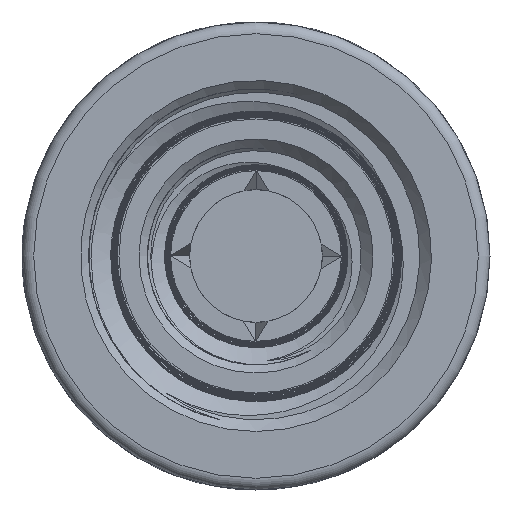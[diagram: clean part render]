
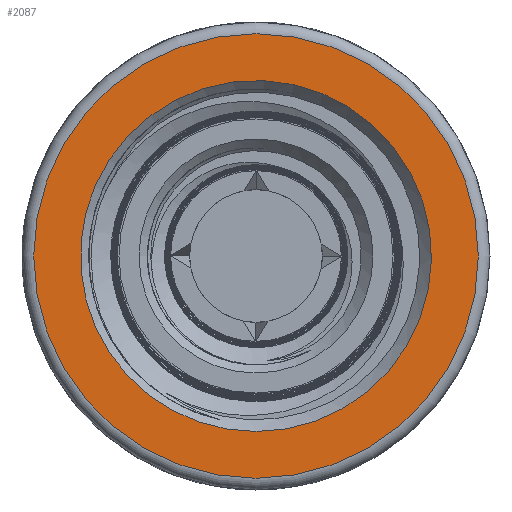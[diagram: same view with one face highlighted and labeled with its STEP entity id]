
A CAD part, left-side view. The second image highlights one B-rep face of the part: STEP entity #2087.
In plain terms, the highlighted planar face has unit normal (-1, 0, 0).
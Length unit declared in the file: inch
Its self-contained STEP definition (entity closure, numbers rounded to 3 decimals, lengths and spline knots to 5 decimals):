
#2045=CARTESIAN_POINT('',(-1.23728,0.57,0.0));
#2046=VERTEX_POINT('',#2045);
#2047=CARTESIAN_POINT('',(-1.23728,0.,0.0));
#2048=DIRECTION('',(1.0,0.0,0.0));
#2049=DIRECTION('',(0.0,-1.0,0.0));
#2050=AXIS2_PLACEMENT_3D('',#2047,#2048,#2049);
#2051=CIRCLE('',#2050,0.57);
#2052=EDGE_CURVE('',#2046,#2046,#2051,.T.);
#2068=CARTESIAN_POINT('',(-1.23728,0.47575,0.0));
#2069=DIRECTION('',(-1.0,0.0,0.0));
#2070=DIRECTION('',(0.0,0.0,1.0));
#2071=AXIS2_PLACEMENT_3D('',#2068,#2069,#2070);
#2072=PLANE('',#2071);
#2073=ORIENTED_EDGE('',*,*,#2052,.F.);
#2074=EDGE_LOOP('',(#2073));
#2075=FACE_OUTER_BOUND('',#2074,.T.);
#2076=CARTESIAN_POINT('',(-1.23728,0.,-0.45));
#2077=VERTEX_POINT('',#2076);
#2078=CARTESIAN_POINT('',(-1.23728,0.,0.));
#2079=DIRECTION('',(-1.0,0.0,0.0));
#2080=DIRECTION('',(0.0,0.0,1.0));
#2081=AXIS2_PLACEMENT_3D('',#2078,#2079,#2080);
#2082=CIRCLE('',#2081,0.45);
#2083=EDGE_CURVE('',#2077,#2077,#2082,.T.);
#2084=ORIENTED_EDGE('',*,*,#2083,.F.);
#2085=EDGE_LOOP('',(#2084));
#2086=FACE_BOUND('',#2085,.T.);
#2087=ADVANCED_FACE('',(#2075,#2086),#2072,.T.);
